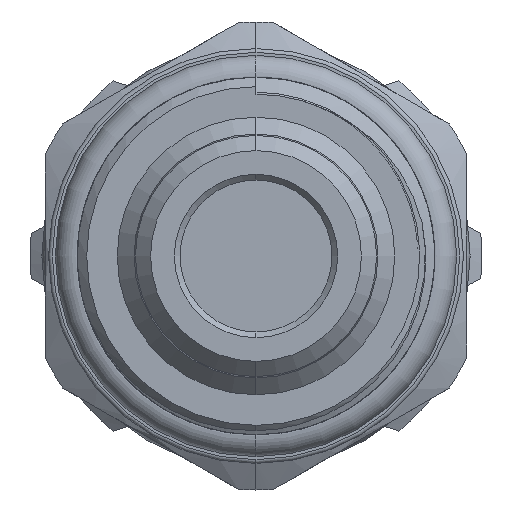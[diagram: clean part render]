
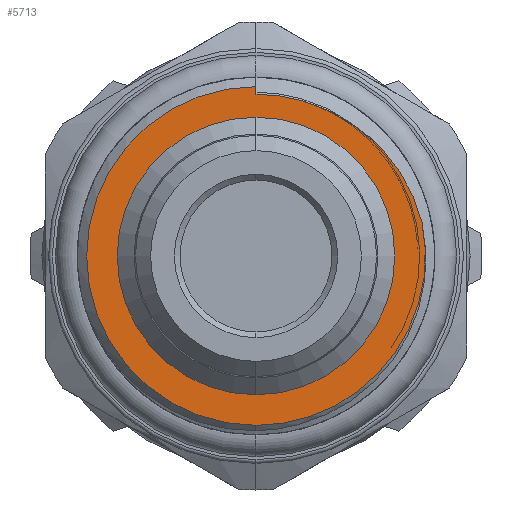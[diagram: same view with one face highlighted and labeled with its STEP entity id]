
A CAD part, left-side view. The second image highlights one B-rep face of the part: STEP entity #5713.
In plain terms, the highlighted planar face has unit normal (-1, 0, 0).
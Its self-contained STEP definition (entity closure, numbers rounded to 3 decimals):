
#3 = DIRECTION ( 'NONE',  ( -1., 0., 0. ) ) ;
#120 = CARTESIAN_POINT ( 'NONE',  ( 0., 0., 0. ) ) ;
#276 = AXIS2_PLACEMENT_3D ( 'NONE', #1794, #6625, #1817 ) ;
#359 = CARTESIAN_POINT ( 'NONE',  ( 0., 0., -7.31 ) ) ;
#390 = CARTESIAN_POINT ( 'NONE',  ( 0., -8.036, 3.644 ) ) ;
#395 = CARTESIAN_POINT ( 'NONE',  ( 0., -5.414, 6.711 ) ) ;
#461 = CARTESIAN_POINT ( 'NONE',  ( 0., -2.394, 8.205 ) ) ;
#489 = CARTESIAN_POINT ( 'NONE',  ( 0., -5.021, 6.995 ) ) ;
#529 = CARTESIAN_POINT ( 'NONE',  ( 0., 0., 8.522 ) ) ;
#610 = CARTESIAN_POINT ( 'NONE',  ( 0., 0., 0. ) ) ;
#650 = VERTEX_POINT ( 'NONE', #1489 ) ;
#681 = DIRECTION ( 'NONE',  ( 1., 0., 0. ) ) ;
#793 = DIRECTION ( 'NONE',  ( -1., 0., 0. ) ) ;
#844 = CARTESIAN_POINT ( 'NONE',  ( 0., -8.748, 1.742 ) ) ;
#969 = CARTESIAN_POINT ( 'NONE',  ( 0., -7.661, 4.306 ) ) ;
#991 = CARTESIAN_POINT ( 'NONE',  ( 0., -8.625, 2.233 ) ) ;
#1147 = CARTESIAN_POINT ( 'NONE',  ( 0., -0.966, 8.482 ) ) ;
#1254 = CIRCLE ( 'NONE', #4855, 7.31 ) ;
#1489 = CARTESIAN_POINT ( 'NONE',  ( 0., -5.414, 6.711 ) ) ;
#1548 = CARTESIAN_POINT ( 'NONE',  ( 0., -5.414, 6.711 ) ) ;
#1609 = CARTESIAN_POINT ( 'NONE',  ( 0., -3.309, 7.896 ) ) ;
#1712 = AXIS2_PLACEMENT_3D ( 'NONE', #3656, #681, #1865 ) ;
#1794 = CARTESIAN_POINT ( 'NONE',  ( 0., 0., 0. ) ) ;
#1817 = DIRECTION ( 'NONE',  ( 0., 0., -1. ) ) ;
#1865 = DIRECTION ( 'NONE',  ( 0., 0., -1. ) ) ;
#1907 = CIRCLE ( 'NONE', #4549, 8.92 ) ;
#2090 = CARTESIAN_POINT ( 'NONE',  ( 0., -5.83, 6.41 ) ) ;
#2274 = VERTEX_POINT ( 'NONE', #6894 ) ;
#2317 = ORIENTED_EDGE ( 'NONE', *, *, #3754, .T. ) ;
#2355 = CARTESIAN_POINT ( 'NONE',  ( 0., 0., 8.92 ) ) ;
#2362 = CARTESIAN_POINT ( 'NONE',  ( 0., 0., 0. ) ) ;
#2477 = VERTEX_POINT ( 'NONE', #2355 ) ;
#2616 = CIRCLE ( 'NONE', #276, 8.92 ) ;
#2672 = EDGE_CURVE ( 'NONE', #2274, #3705, #2616, .T. ) ;
#2794 = CARTESIAN_POINT ( 'NONE',  ( 0., -6.926, 5.333 ) ) ;
#2971 = CARTESIAN_POINT ( 'NONE',  ( 0., -0.485, 8.522 ) ) ;
#3537 = AXIS2_PLACEMENT_3D ( 'NONE', #610, #3660, #4788 ) ;
#3656 = CARTESIAN_POINT ( 'NONE',  ( 0., -4.242, 0. ) ) ;
#3660 = DIRECTION ( 'NONE',  ( -1., 0., 0. ) ) ;
#3705 = VERTEX_POINT ( 'NONE', #844 ) ;
#3754 = EDGE_CURVE ( 'NONE', #6788, #2477, #7340, .T. ) ;
#3800 = CARTESIAN_POINT ( 'NONE',  ( 0., 0., 0. ) ) ;
#4010 = CARTESIAN_POINT ( 'NONE',  ( 0., -8.748, 1.742 ) ) ;
#4118 = CARTESIAN_POINT ( 'NONE',  ( 0., 0., 8.522 ) ) ;
#4339 = ORIENTED_EDGE ( 'NONE', *, *, #2672, .T. ) ;
#4548 = CARTESIAN_POINT ( 'NONE',  ( 0., -6.217, 6.072 ) ) ;
#4549 = AXIS2_PLACEMENT_3D ( 'NONE', #120, #793, #6690 ) ;
#4567 = CIRCLE ( 'NONE', #3537, 7.31 ) ;
#4579 = CARTESIAN_POINT ( 'NONE',  ( 0., -3.756, 7.703 ) ) ;
#4601 = CARTESIAN_POINT ( 'NONE',  ( 0., -8.15, 3.414 ) ) ;
#4609 = CARTESIAN_POINT ( 'NONE',  ( 0., -4.611, 7.253 ) ) ;
#4788 = DIRECTION ( 'NONE',  ( 0., 0., -1. ) ) ;
#4855 = AXIS2_PLACEMENT_3D ( 'NONE', #2362, #3, #5312 ) ;
#4976 = B_SPLINE_CURVE_WITH_KNOTS ( 'NONE', 3,
 ( #4010, #991, #5088, #4601, #390, #6395, #969, #5145, #2794, #4548, #2090, #1548 ),
 .UNSPECIFIED., .F., .F.,
 ( 4, 2, 2, 2, 2, 4 ),
 ( 0.013, 0.015, 0.016, 0.016, 0.018, 0.019 ),
 .UNSPECIFIED. ) ;
#5004 = VERTEX_POINT ( 'NONE', #6953 ) ;
#5088 = CARTESIAN_POINT ( 'NONE',  ( 0., -8.46, 2.712 ) ) ;
#5145 = CARTESIAN_POINT ( 'NONE',  ( 0., -7.242, 4.938 ) ) ;
#5173 = ORIENTED_EDGE ( 'NONE', *, *, #7529, .F. ) ;
#5305 = ORIENTED_EDGE ( 'NONE', *, *, #7343, .T. ) ;
#5312 = DIRECTION ( 'NONE',  ( 0., 0., -1. ) ) ;
#5602 = FACE_OUTER_BOUND ( 'NONE', #6685, .T. ) ;
#5631 = ORIENTED_EDGE ( 'NONE', *, *, #5960, .T. ) ;
#5713 = ADVANCED_FACE ( 'NONE', ( #6268, #5602 ), #7272, .F. ) ;
#5786 = EDGE_LOOP ( 'NONE', ( #5173, #7783 ) ) ;
#5960 = EDGE_CURVE ( 'NONE', #3705, #650, #4976, .T. ) ;
#5967 = CARTESIAN_POINT ( 'NONE',  ( 0., -1.922, 8.324 ) ) ;
#6088 = EDGE_CURVE ( 'NONE', #5004, #7721, #4567, .T. ) ;
#6185 = B_SPLINE_CURVE_WITH_KNOTS ( 'NONE', 3,
 ( #395, #489, #4609, #4579, #1609, #461, #5967, #1147, #2971, #4118 ),
 .UNSPECIFIED., .F., .F.,
 ( 4, 2, 2, 2, 4 ),
 ( 0., 0.001, 0.003, 0.004, 0.006 ),
 .UNSPECIFIED. ) ;
#6268 = FACE_BOUND ( 'NONE', #5786, .T. ) ;
#6395 = CARTESIAN_POINT ( 'NONE',  ( 0., -7.792, 4.089 ) ) ;
#6534 = EDGE_CURVE ( 'NONE', #2477, #2274, #1907, .T. ) ;
#6625 = DIRECTION ( 'NONE',  ( -1., 0., 0. ) ) ;
#6685 = EDGE_LOOP ( 'NONE', ( #5305, #2317, #7717, #4339, #5631 ) ) ;
#6690 = DIRECTION ( 'NONE',  ( 0., 0., -1. ) ) ;
#6788 = VERTEX_POINT ( 'NONE', #529 ) ;
#6894 = CARTESIAN_POINT ( 'NONE',  ( 0., 0., -8.92 ) ) ;
#6953 = CARTESIAN_POINT ( 'NONE',  ( 0., 0., 7.31 ) ) ;
#7153 = VECTOR ( 'NONE', #7431, 1000. ) ;
#7272 = PLANE ( 'NONE',  #1712 ) ;
#7340 = LINE ( 'NONE', #3800, #7153 ) ;
#7343 = EDGE_CURVE ( 'NONE', #650, #6788, #6185, .T. ) ;
#7431 = DIRECTION ( 'NONE',  ( 0., 0., 1. ) ) ;
#7529 = EDGE_CURVE ( 'NONE', #7721, #5004, #1254, .T. ) ;
#7717 = ORIENTED_EDGE ( 'NONE', *, *, #6534, .T. ) ;
#7721 = VERTEX_POINT ( 'NONE', #359 ) ;
#7783 = ORIENTED_EDGE ( 'NONE', *, *, #6088, .F. ) ;
